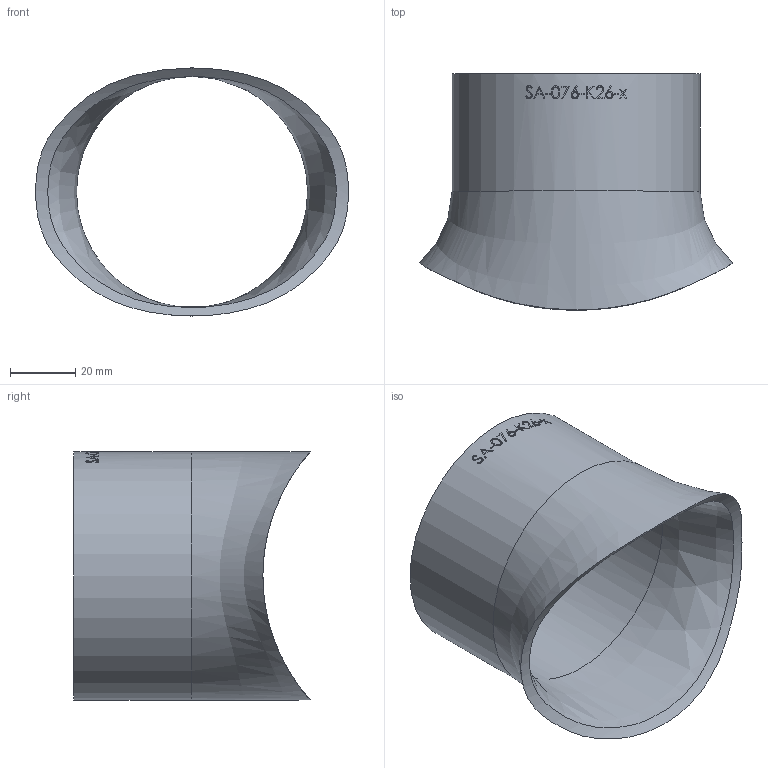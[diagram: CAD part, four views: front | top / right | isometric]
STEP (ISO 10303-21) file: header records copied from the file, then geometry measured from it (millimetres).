
FILE_DESCRIPTION (( 'STEP AP214' ), '1' );
FILE_NAME ('SA-076-K26-x Sattelstutzen 2001.STEP', '2020-01-08T09:32:02', ( '' ), ( '' ), 'SwSTEP 2.0', 'SolidWorks 2016', '' );
FILE_SCHEMA (( 'AUTOMOTIVE_DESIGN' ));
Length unit declared in the file: millimetre
Products named in the file (1): SA-076-K26-x Sattelstutzen 2001
Bounding box: 96.01 x 72.51 x 76.1 mm (x, y, z)
Volume: 40529.8 mm3; surface area: 32807.2 mm2
Topology: 1 solids, 1 shells, 137 faces, 359 edges, 239 vertices
Faces by surface type: bspline 81, plane 36, cylinder 20
Full cylindrical faces by diameter (mm): 70.9 x1, 76.1 x1
Entity records: 17158 total; most frequent: CARTESIAN_POINT 13115, ORIENTED_EDGE 696, EDGE_CURVE 348, DIRECTION 256, B_SPLINE_CURVE_WITH_KNOTS 255, VERTEX_POINT 234, EDGE_LOOP 158, FACE_OUTER_BOUND 140
